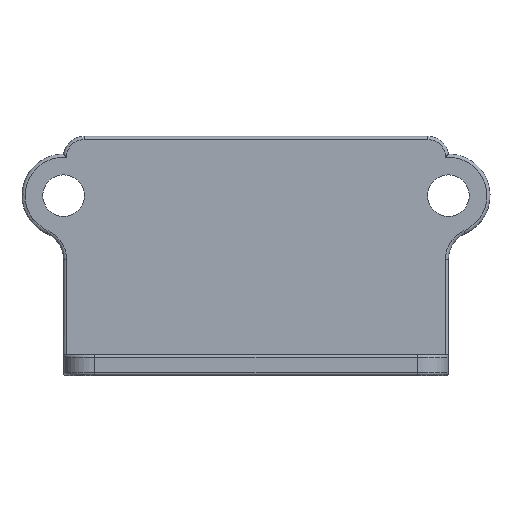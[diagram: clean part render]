
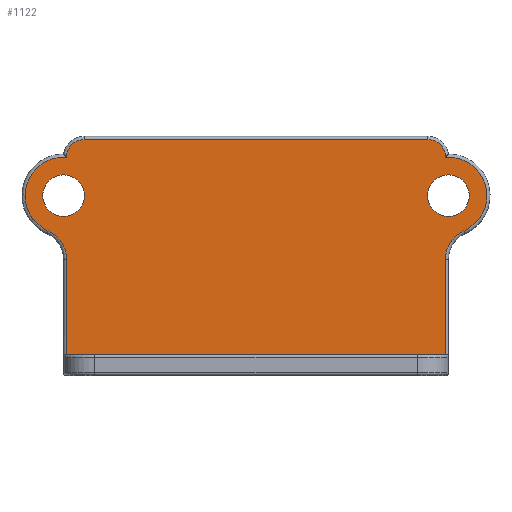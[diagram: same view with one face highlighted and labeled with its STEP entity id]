
A CAD part, top view. The second image highlights one B-rep face of the part: STEP entity #1122.
In plain terms, the highlighted planar face has unit normal (0, 0, 1).
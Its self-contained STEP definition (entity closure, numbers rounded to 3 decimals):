
#57=CARTESIAN_POINT('Axis2P3D Location',(18.5,5.8,2.)) ;
#61=CARTESIAN_POINT('Vertex',(16.5,5.8,2.)) ;
#63=CARTESIAN_POINT('Vertex',(20.5,5.8,2.)) ;
#92=CARTESIAN_POINT('Axis2P3D Location',(18.5,5.8,2.)) ;
#114=CARTESIAN_POINT('Axis2P3D Location',(-18.5,5.8,2.)) ;
#118=CARTESIAN_POINT('Vertex',(-20.5,5.8,2.)) ;
#120=CARTESIAN_POINT('Vertex',(-16.5,5.8,2.)) ;
#149=CARTESIAN_POINT('Axis2P3D Location',(-18.5,5.8,2.)) ;
#975=CARTESIAN_POINT('Vertex',(18.2,-9.5,2.)) ;
#978=CARTESIAN_POINT('Line Origine',(0.,-9.5,2.)) ;
#982=CARTESIAN_POINT('Vertex',(-18.2,-9.5,2.)) ;
#1036=CARTESIAN_POINT('Axis2P3D Location',(0.,0.,2.)) ;
#1041=CARTESIAN_POINT('Line Origine',(18.2,-4.916,2.)) ;
#1045=CARTESIAN_POINT('Vertex',(18.2,-0.332,2.)) ;
#1048=CARTESIAN_POINT('Axis2P3D Location',(21.2,-0.332,2.)) ;
#1052=CARTESIAN_POINT('Vertex',(19.991,2.414,2.)) ;
#1055=CARTESIAN_POINT('Axis2P3D Location',(18.5,5.8,2.)) ;
#1059=CARTESIAN_POINT('Vertex',(18.223,9.49,2.)) ;
#1062=CARTESIAN_POINT('Axis2P3D Location',(16.523,9.5,2.)) ;
#1066=CARTESIAN_POINT('Vertex',(16.523,11.2,2.)) ;
#1069=CARTESIAN_POINT('Line Origine',(0.,11.2,2.)) ;
#1073=CARTESIAN_POINT('Vertex',(-16.523,11.2,2.)) ;
#1076=CARTESIAN_POINT('Axis2P3D Location',(-16.523,9.5,2.)) ;
#1080=CARTESIAN_POINT('Vertex',(-18.223,9.49,2.)) ;
#1083=CARTESIAN_POINT('Axis2P3D Location',(-18.5,5.8,2.)) ;
#1087=CARTESIAN_POINT('Vertex',(-19.991,2.414,2.)) ;
#1090=CARTESIAN_POINT('Axis2P3D Location',(-21.2,-0.332,2.)) ;
#1094=CARTESIAN_POINT('Vertex',(-18.2,-0.332,2.)) ;
#1097=CARTESIAN_POINT('Line Origine',(-18.2,-4.916,2.)) ;
#58=DIRECTION('Axis2P3D Direction',(0.,0.,1.)) ;
#93=DIRECTION('Axis2P3D Direction',(0.,0.,1.)) ;
#115=DIRECTION('Axis2P3D Direction',(0.,0.,1.)) ;
#150=DIRECTION('Axis2P3D Direction',(0.,0.,1.)) ;
#979=DIRECTION('Vector Direction',(1.,0.,0.)) ;
#1037=DIRECTION('Axis2P3D Direction',(0.,0.,1.)) ;
#1038=DIRECTION('Axis2P3D XDirection',(1.,0.,0.)) ;
#1042=DIRECTION('Vector Direction',(0.,-1.,0.)) ;
#1049=DIRECTION('Axis2P3D Direction',(0.,0.,1.)) ;
#1056=DIRECTION('Axis2P3D Direction',(0.,0.,1.)) ;
#1063=DIRECTION('Axis2P3D Direction',(0.,0.,1.)) ;
#1070=DIRECTION('Vector Direction',(1.,0.,0.)) ;
#1077=DIRECTION('Axis2P3D Direction',(0.,0.,1.)) ;
#1084=DIRECTION('Axis2P3D Direction',(0.,0.,1.)) ;
#1091=DIRECTION('Axis2P3D Direction',(0.,0.,1.)) ;
#1098=DIRECTION('Vector Direction',(0.,1.,0.)) ;
#59=AXIS2_PLACEMENT_3D('Circle Axis2P3D',#57,#58,$) ;
#94=AXIS2_PLACEMENT_3D('Circle Axis2P3D',#92,#93,$) ;
#116=AXIS2_PLACEMENT_3D('Circle Axis2P3D',#114,#115,$) ;
#151=AXIS2_PLACEMENT_3D('Circle Axis2P3D',#149,#150,$) ;
#1039=AXIS2_PLACEMENT_3D('Plane Axis2P3D',#1036,#1037,#1038) ;
#1050=AXIS2_PLACEMENT_3D('Circle Axis2P3D',#1048,#1049,$) ;
#1057=AXIS2_PLACEMENT_3D('Circle Axis2P3D',#1055,#1056,$) ;
#1064=AXIS2_PLACEMENT_3D('Circle Axis2P3D',#1062,#1063,$) ;
#1078=AXIS2_PLACEMENT_3D('Circle Axis2P3D',#1076,#1077,$) ;
#1085=AXIS2_PLACEMENT_3D('Circle Axis2P3D',#1083,#1084,$) ;
#1092=AXIS2_PLACEMENT_3D('Circle Axis2P3D',#1090,#1091,$) ;
#1103=ORIENTED_EDGE('',*,*,#984,.T.) ;
#1104=ORIENTED_EDGE('',*,*,#1047,.F.) ;
#1105=ORIENTED_EDGE('',*,*,#1054,.F.) ;
#1106=ORIENTED_EDGE('',*,*,#1061,.F.) ;
#1107=ORIENTED_EDGE('',*,*,#1068,.F.) ;
#1108=ORIENTED_EDGE('',*,*,#1075,.F.) ;
#1109=ORIENTED_EDGE('',*,*,#1082,.F.) ;
#1110=ORIENTED_EDGE('',*,*,#1089,.F.) ;
#1111=ORIENTED_EDGE('',*,*,#1096,.F.) ;
#1112=ORIENTED_EDGE('',*,*,#1101,.F.) ;
#1115=ORIENTED_EDGE('',*,*,#65,.F.) ;
#1116=ORIENTED_EDGE('',*,*,#96,.F.) ;
#1119=ORIENTED_EDGE('',*,*,#122,.F.) ;
#1120=ORIENTED_EDGE('',*,*,#153,.F.) ;
#1117=FACE_BOUND('',#1114,.T.) ;
#1121=FACE_BOUND('',#1118,.T.) ;
#980=VECTOR('Line Direction',#979,1.) ;
#1043=VECTOR('Line Direction',#1042,1.) ;
#1071=VECTOR('Line Direction',#1070,1.) ;
#1099=VECTOR('Line Direction',#1098,1.) ;
#1122=ADVANCED_FACE('PartBody',(#1113,#1117,#1121),#1040,.T.) ;
#60=CIRCLE('generated circle',#59,2.) ;
#95=CIRCLE('generated circle',#94,2.) ;
#117=CIRCLE('generated circle',#116,2.) ;
#152=CIRCLE('generated circle',#151,2.) ;
#1051=CIRCLE('generated circle',#1050,3.) ;
#1058=CIRCLE('generated circle',#1057,3.7) ;
#1065=CIRCLE('generated circle',#1064,1.7) ;
#1079=CIRCLE('generated circle',#1078,1.7) ;
#1086=CIRCLE('generated circle',#1085,3.7) ;
#1093=CIRCLE('generated circle',#1092,3.) ;
#65=EDGE_CURVE('',#62,#64,#60,.T.) ;
#96=EDGE_CURVE('',#64,#62,#95,.T.) ;
#122=EDGE_CURVE('',#119,#121,#117,.T.) ;
#153=EDGE_CURVE('',#121,#119,#152,.T.) ;
#984=EDGE_CURVE('',#983,#976,#981,.T.) ;
#1047=EDGE_CURVE('',#1046,#976,#1044,.T.) ;
#1054=EDGE_CURVE('',#1053,#1046,#1051,.T.) ;
#1061=EDGE_CURVE('',#1060,#1053,#1058,.F.) ;
#1068=EDGE_CURVE('',#1067,#1060,#1065,.F.) ;
#1075=EDGE_CURVE('',#1074,#1067,#1072,.T.) ;
#1082=EDGE_CURVE('',#1081,#1074,#1079,.F.) ;
#1089=EDGE_CURVE('',#1088,#1081,#1086,.F.) ;
#1096=EDGE_CURVE('',#1095,#1088,#1093,.T.) ;
#1101=EDGE_CURVE('',#983,#1095,#1100,.T.) ;
#1102=EDGE_LOOP('',(#1103,#1104,#1105,#1106,#1107,#1108,#1109,#1110,#1111,#1112)) ;
#1114=EDGE_LOOP('',(#1115,#1116)) ;
#1118=EDGE_LOOP('',(#1119,#1120)) ;
#1113=FACE_OUTER_BOUND('',#1102,.T.) ;
#981=LINE('Line',#978,#980) ;
#1044=LINE('Line',#1041,#1043) ;
#1072=LINE('Line',#1069,#1071) ;
#1100=LINE('Line',#1097,#1099) ;
#1040=PLANE('',#1039) ;
#62=VERTEX_POINT('',#61) ;
#64=VERTEX_POINT('',#63) ;
#119=VERTEX_POINT('',#118) ;
#121=VERTEX_POINT('',#120) ;
#976=VERTEX_POINT('',#975) ;
#983=VERTEX_POINT('',#982) ;
#1046=VERTEX_POINT('',#1045) ;
#1053=VERTEX_POINT('',#1052) ;
#1060=VERTEX_POINT('',#1059) ;
#1067=VERTEX_POINT('',#1066) ;
#1074=VERTEX_POINT('',#1073) ;
#1081=VERTEX_POINT('',#1080) ;
#1088=VERTEX_POINT('',#1087) ;
#1095=VERTEX_POINT('',#1094) ;
